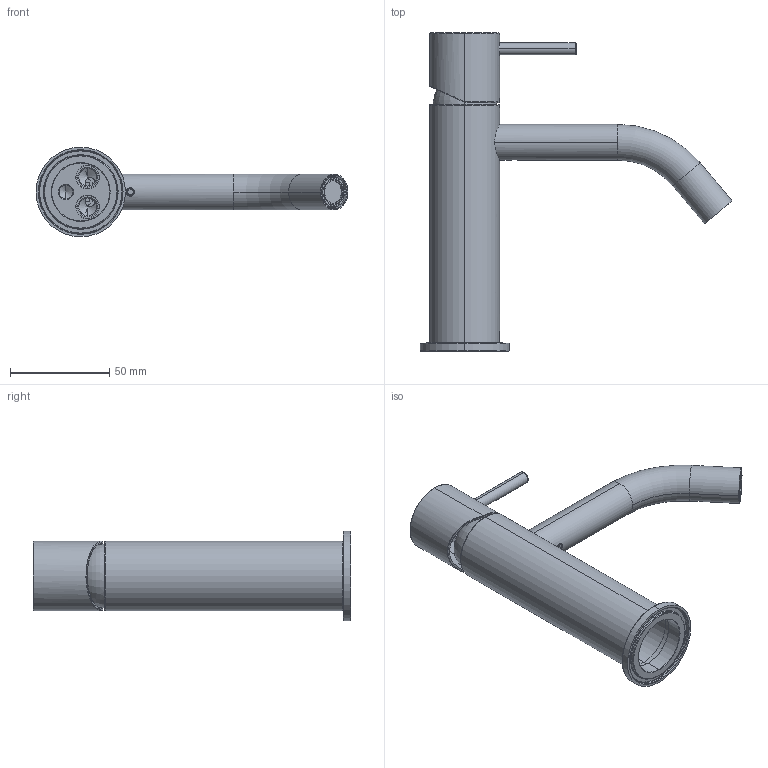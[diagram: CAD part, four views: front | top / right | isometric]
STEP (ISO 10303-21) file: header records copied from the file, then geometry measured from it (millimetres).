
FILE_DESCRIPTION (( 'STEP AP214' ), '1' );
FILE_NAME ('C35.0001.STEP', '2023-01-18T16:33:02', ( '' ), ( '' ), 'SwSTEP 2.0', 'SolidWorks 2022', '' );
FILE_SCHEMA (( 'AUTOMOTIVE_DESIGN' ));
Length unit declared in the file: millimetre
Products named in the file (9): 0059.005.00; 0059.002.00; 0059.003.00; 0059.001.00; 0059.004.00; 0002.005.00; PERNO M4; AEREADOR M16.5x1; C35.0001
Assembly tree (8 placements, depth 2):
  C35.0001
    AEREADOR M16.5x1
    0002.005.00
    0059.001.00
    0059.002.00
    0059.003.00
    0059.004.00
    0059.005.00
    PERNO M4
Bounding box: 156.96 x 160 x 45 mm (x, y, z)
Volume: 63232.4 mm3; surface area: 56778.7 mm2
Topology: 8 solids, 8 shells, 299 faces, 695 edges, 420 vertices
Faces by surface type: cylinder 103, cone 87, plane 84, torus 19, bspline 6
Entity records: 11144 total; most frequent: CARTESIAN_POINT 3642, DIRECTION 1568, ORIENTED_EDGE 1358, EDGE_CURVE 679, AXIS2_PLACEMENT_3D 632, VERTEX_POINT 420, EDGE_LOOP 339, CIRCLE 328
